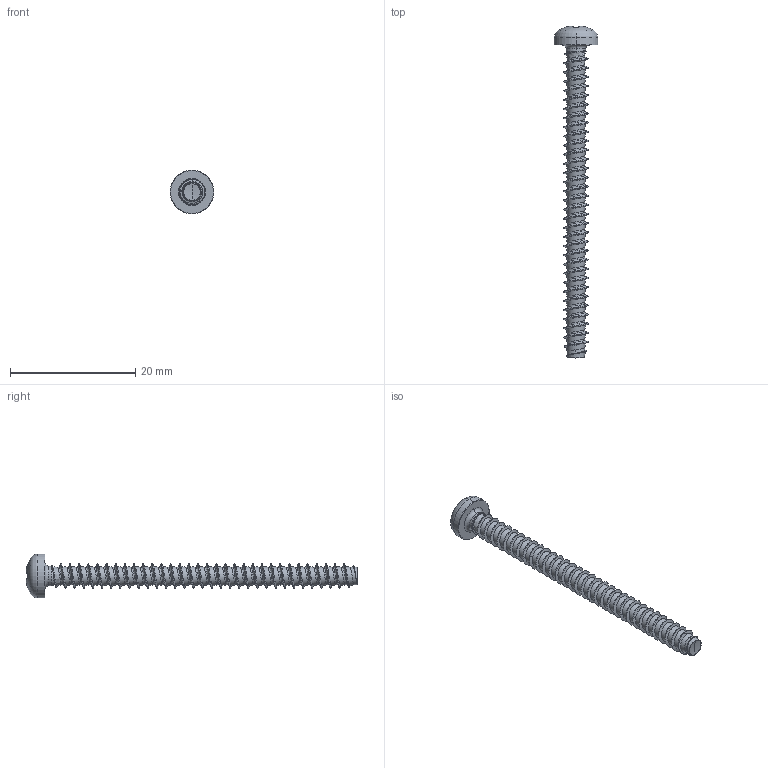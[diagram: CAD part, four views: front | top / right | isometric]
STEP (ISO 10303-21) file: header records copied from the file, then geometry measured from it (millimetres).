
FILE_DESCRIPTION (( 'STEP AP203' ), '1' );
FILE_NAME ('STP220400500.STEP', '2017-08-15T03:11:37', ( '' ), ( '' ), 'SwSTEP 2.0', 'SolidWorks 2015', '' );
FILE_SCHEMA (( 'CONFIG_CONTROL_DESIGN' ));
Products named in the file (1): STP220400500
Bounding box: 7 x 53.03 x 7 mm (x, y, z)
Volume: 453.8 mm3; surface area: 877.4 mm2
Topology: 1 solids, 1 shells, 233 faces, 585 edges, 354 vertices
Faces by surface type: cylinder 92, bspline 55, plane 30, torus 28, sphere 20, cone 8
Entity records: 62058 total; most frequent: CARTESIAN_POINT 57142, ORIENTED_EDGE 1166, DIRECTION 854, EDGE_CURVE 583, AXIS2_PLACEMENT_3D 359, VERTEX_POINT 354, EDGE_LOOP 235, FACE_OUTER_BOUND 233
